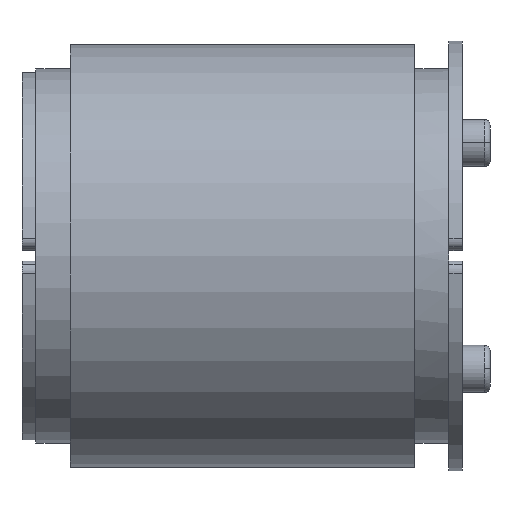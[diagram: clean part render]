
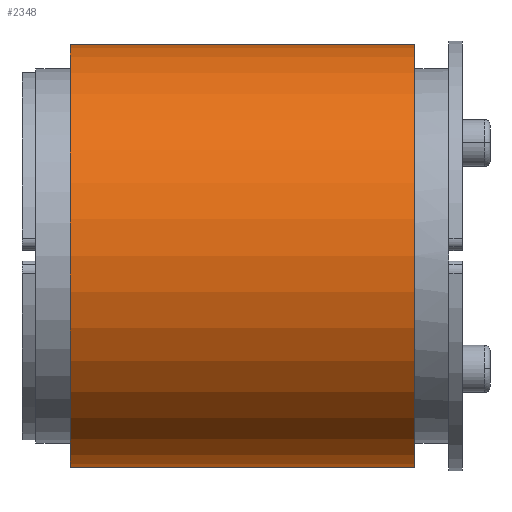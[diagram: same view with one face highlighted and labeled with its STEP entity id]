
A CAD part, top view. The second image highlights one B-rep face of the part: STEP entity #2348.
In plain terms, the highlighted cylindrical face has radius 38.4 mm (diameter 76.8 mm), a partial arc.
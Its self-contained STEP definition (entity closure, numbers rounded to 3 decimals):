
#2102=CARTESIAN_POINT('',(-31.25,-38.4,0.));
#2103=VERTEX_POINT('',#2102);
#2104=CARTESIAN_POINT('',(31.25,-38.4,0.));
#2105=VERTEX_POINT('',#2104);
#2106=CARTESIAN_POINT('',(-31.25,-38.4,0.));
#2107=DIRECTION('',(1.0,0.0,0.0));
#2108=VECTOR('',#2107,62.5);
#2109=LINE('',#2106,#2108);
#2110=EDGE_CURVE('',#2103,#2105,#2109,.T.);
#2112=CARTESIAN_POINT('',(-31.25,38.4,0.));
#2113=VERTEX_POINT('',#2112);
#2121=CARTESIAN_POINT('',(31.25,38.4,0.));
#2122=VERTEX_POINT('',#2121);
#2123=CARTESIAN_POINT('',(31.25,38.4,0.));
#2124=DIRECTION('',(-1.0,0.0,0.0));
#2125=VECTOR('',#2124,62.5);
#2126=LINE('',#2123,#2125);
#2127=EDGE_CURVE('',#2122,#2113,#2126,.T.);
#2316=CARTESIAN_POINT('',(-31.25,0.0,0.0));
#2317=DIRECTION('',(1.0,0.0,0.0));
#2318=DIRECTION('',(0.0,-1.0,0.0));
#2319=AXIS2_PLACEMENT_3D('',#2316,#2317,#2318);
#2320=CIRCLE('',#2319,38.4);
#2321=EDGE_CURVE('',#2113,#2103,#2320,.T.);
#2331=CARTESIAN_POINT('',(0.0,0.0,0.0));
#2332=DIRECTION('',(1.0,0.0,0.0));
#2333=DIRECTION('',(0.0,-1.0,0.0));
#2334=AXIS2_PLACEMENT_3D('',#2331,#2332,#2333);
#2335=CYLINDRICAL_SURFACE('',#2334,38.4);
#2336=ORIENTED_EDGE('',*,*,#2110,.T.);
#2337=CARTESIAN_POINT('',(31.25,0.0,0.0));
#2338=DIRECTION('',(-1.0,0.0,0.0));
#2339=DIRECTION('',(0.0,-1.0,0.0));
#2340=AXIS2_PLACEMENT_3D('',#2337,#2338,#2339);
#2341=CIRCLE('',#2340,38.4);
#2342=EDGE_CURVE('',#2105,#2122,#2341,.T.);
#2343=ORIENTED_EDGE('',*,*,#2342,.T.);
#2344=ORIENTED_EDGE('',*,*,#2127,.T.);
#2345=ORIENTED_EDGE('',*,*,#2321,.T.);
#2346=EDGE_LOOP('',(#2336,#2343,#2344,#2345));
#2347=FACE_OUTER_BOUND('',#2346,.T.);
#2348=ADVANCED_FACE('',(#2347),#2335,.T.);
